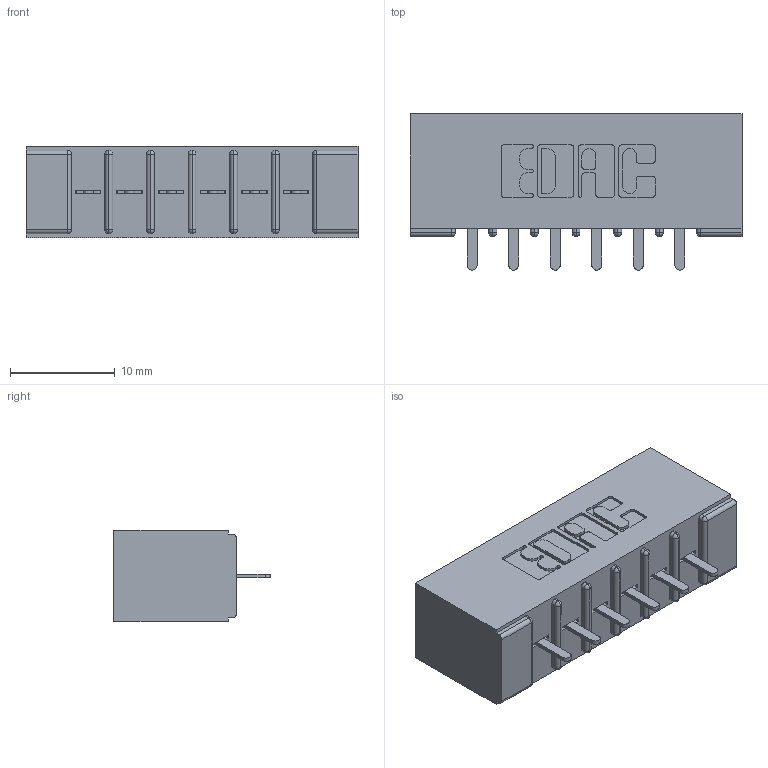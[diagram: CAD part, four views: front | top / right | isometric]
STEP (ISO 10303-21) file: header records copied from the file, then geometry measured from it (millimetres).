
FILE_DESCRIPTION (( 'STEP AP203' ), '1' );
FILE_NAME ('356-006-521-101.STEP', '2018-07-31T06:16:21', ( '' ), ( '' ), 'SwSTEP 2.0', 'SolidWorks 2016', '' );
FILE_SCHEMA (( 'CONFIG_CONTROL_DESIGN' ));
Length unit declared in the file: inch
Products named in the file (3): 306 Part_No Mounting; 306-290-001_121; 356-006-521-101
Assembly tree (7 placements, depth 2):
  356-006-521-101
    306 Part_No Mounting
    306-290-001_121  x6
Bounding box: 31.65 x 14.88 x 8.71 mm (x, y, z)
Volume: 2358.8 mm3; surface area: 3209.6 mm2
Topology: 7 solids, 7 shells, 528 faces, 1474 edges, 948 vertices
Faces by surface type: plane 346, cylinder 158, sphere 24
Entity records: 9937 total; most frequent: CARTESIAN_POINT 1661, DIRECTION 1642, ORIENTED_EDGE 1640, EDGE_CURVE 820, VECTOR 624, LINE 624, VERTEX_POINT 528, AXIS2_PLACEMENT_3D 509
